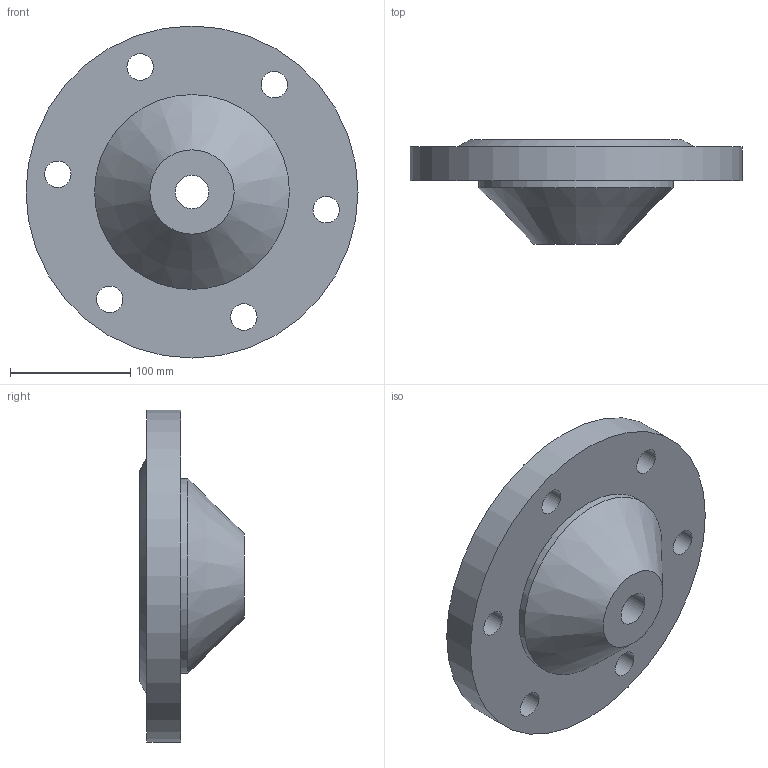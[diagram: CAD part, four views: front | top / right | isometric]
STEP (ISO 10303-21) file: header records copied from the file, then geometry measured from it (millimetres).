
FILE_DESCRIPTION (( 'STEP AP214' ), '1' );
FILE_NAME ('Cover.STEP', '2025-02-18T17:59:33', ( '' ), ( '' ), 'SwSTEP 2.0', 'SolidWorks 2025', '' );
FILE_SCHEMA (( 'AUTOMOTIVE_DESIGN' ));
Length unit declared in the file: millimetre
Products named in the file (1): Cover
Bounding box: 276 x 87 x 276 mm (x, y, z)
Volume: 2240761.2 mm3; surface area: 180946.1 mm2
Topology: 1 solids, 1 shells, 81 faces, 216 edges, 143 vertices
Faces by surface type: cylinder 54, plane 12, bspline 12, cone 3
Full cylindrical faces by diameter (mm): 10.25 x16, 21 x24, 22 x6, 28 x1, 56 x1, 162 x1, 276 x1
Entity records: 10269 total; most frequent: CARTESIAN_POINT 9458, ORIENTED_EDGE 150, DIRECTION 138, EDGE_LOOP 78, EDGE_CURVE 75, AXIS2_PLACEMENT_3D 61, VERTEX_POINT 59, FACE_OUTER_BOUND 55
